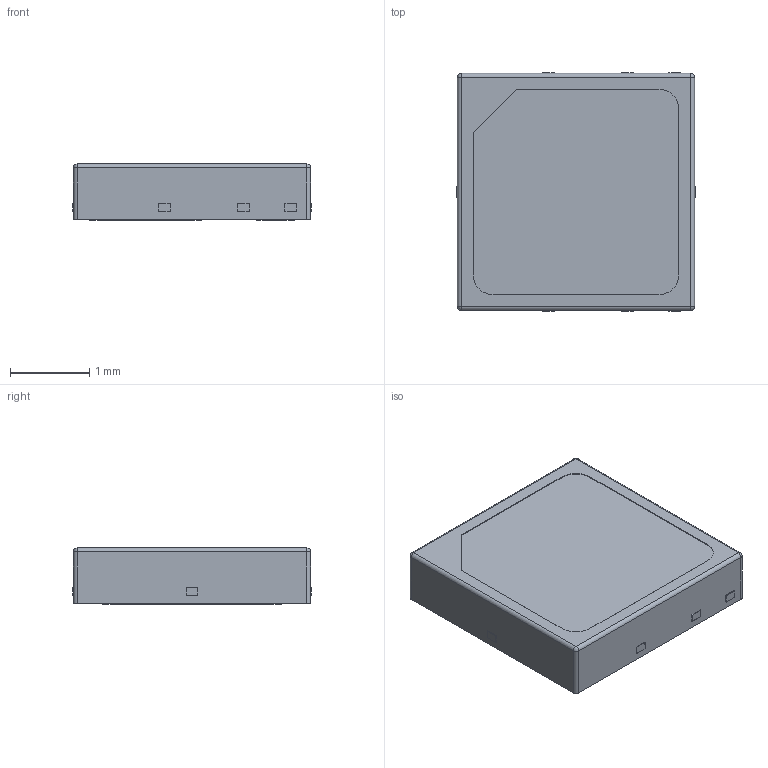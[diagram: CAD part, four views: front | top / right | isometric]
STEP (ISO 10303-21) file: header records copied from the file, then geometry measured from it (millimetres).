
FILE_DESCRIPTION(/* description */ (''),/* implementation_level */ '2;1');
FILE_NAME(/* name */ 'Lumi - 3030 - 0.7mm.step',/* time_stamp */ '2019-11-23T08:01:21+00:00',/* author */ (''),/* organization */ (''),/* preprocessor_version */ 'ST-DEVELOPER v18',/* originating_system */ 'Autodesk Translation Framework v8.12.0.6',/* authorisation */ '');
FILE_SCHEMA (('AUTOMOTIVE_DESIGN { 1 0 10303 214 3 1 1 }'));
Length unit declared in the file: millimetre
Products named in the file (1): Lumi - 3030 - 0.7mm
Bounding box: 3.02 x 3.02 x 0.71 mm (x, y, z)
Volume: 6.3 mm3; surface area: 26.3 mm2
Topology: 1 solids, 1 shells, 85 faces, 204 edges, 132 vertices
Faces by surface type: plane 62, cylinder 19, sphere 4
Entity records: 2535 total; most frequent: CARTESIAN_POINT 422, DIRECTION 414, ORIENTED_EDGE 408, EDGE_CURVE 204, LINE 166, VECTOR 166, VERTEX_POINT 132, AXIS2_PLACEMENT_3D 124
